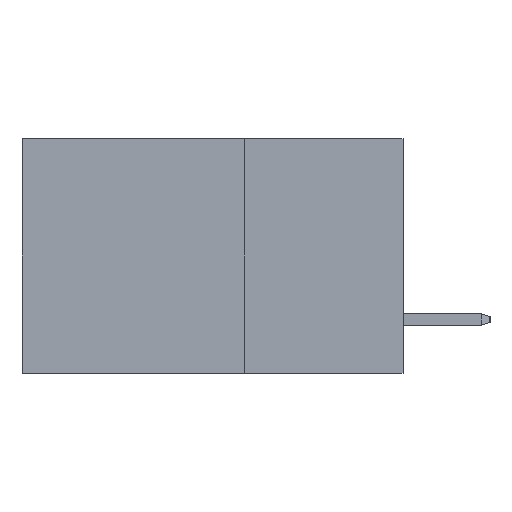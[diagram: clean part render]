
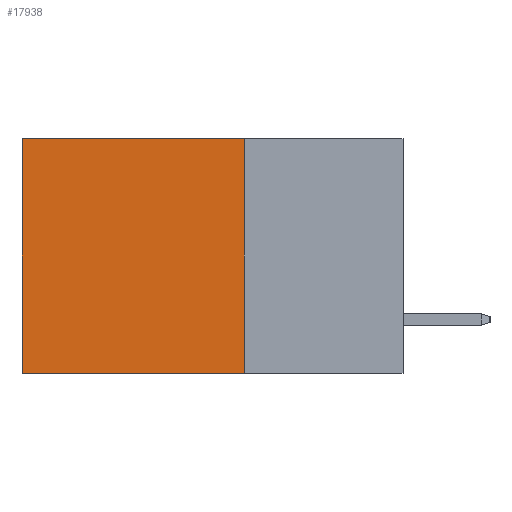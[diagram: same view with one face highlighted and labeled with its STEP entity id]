
A CAD part, left-side view. The second image highlights one B-rep face of the part: STEP entity #17938.
In plain terms, the highlighted planar face has unit normal (-1, 0, 0).
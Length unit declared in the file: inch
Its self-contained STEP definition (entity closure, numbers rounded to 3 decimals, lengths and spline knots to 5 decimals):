
#436 = VERTEX_POINT ( 'NONE', #17820 ) ;
#653 = VECTOR ( 'NONE', #4651, 39.37008 ) ;
#657 = CARTESIAN_POINT ( 'NONE',  ( 0.2875, 0.25, 0. ) ) ;
#1394 = CARTESIAN_POINT ( 'NONE',  ( 0.2875, 0.25, 0. ) ) ;
#1401 = EDGE_CURVE ( 'NONE', #17388, #11736, #6347, .T. ) ;
#1472 = ORIENTED_EDGE ( 'NONE', *, *, #1972, .T. ) ;
#1760 = LINE ( 'NONE', #4831, #653 ) ;
#1972 = EDGE_CURVE ( 'NONE', #11736, #436, #6955, .T. ) ;
#2017 = VERTEX_POINT ( 'NONE', #15400 ) ;
#2264 = EDGE_CURVE ( 'NONE', #17388, #2017, #16615, .T. ) ;
#4290 = VECTOR ( 'NONE', #9286, 39.37008 ) ;
#4651 = DIRECTION ( 'NONE',  ( 0., 1., 0. ) ) ;
#4831 = CARTESIAN_POINT ( 'NONE',  ( 0.2875, 0.25, -0.37 ) ) ;
#4995 = CARTESIAN_POINT ( 'NONE',  ( 0.2875, 0.25, 0. ) ) ;
#5667 = VECTOR ( 'NONE', #10729, 39.37008 ) ;
#6347 = LINE ( 'NONE', #7579, #4290 ) ;
#6955 = LINE ( 'NONE', #14062, #13513 ) ;
#7384 = EDGE_LOOP ( 'NONE', ( #1472, #15153, #8713, #18320 ) ) ;
#7579 = CARTESIAN_POINT ( 'NONE',  ( 0.2875, 0.25, 0. ) ) ;
#8333 = EDGE_CURVE ( 'NONE', #2017, #436, #1760, .T. ) ;
#8713 = ORIENTED_EDGE ( 'NONE', *, *, #2264, .F. ) ;
#9286 = DIRECTION ( 'NONE',  ( 0., 1., 0. ) ) ;
#10729 = DIRECTION ( 'NONE',  ( 0., 0., -1. ) ) ;
#10754 = DIRECTION ( 'NONE',  ( 1., 0., 0. ) ) ;
#11198 = CARTESIAN_POINT ( 'NONE',  ( 0.2875, 0.6, 0. ) ) ;
#11736 = VERTEX_POINT ( 'NONE', #11198 ) ;
#12075 = FACE_OUTER_BOUND ( 'NONE', #7384, .T. ) ;
#12631 = DIRECTION ( 'NONE',  ( 0., 0., -1. ) ) ;
#13513 = VECTOR ( 'NONE', #12631, 39.37008 ) ;
#14062 = CARTESIAN_POINT ( 'NONE',  ( 0.2875, 0.6, 0. ) ) ;
#15153 = ORIENTED_EDGE ( 'NONE', *, *, #8333, .F. ) ;
#15400 = CARTESIAN_POINT ( 'NONE',  ( 0.2875, 0.25, -0.37 ) ) ;
#16615 = LINE ( 'NONE', #657, #5667 ) ;
#16645 = DIRECTION ( 'NONE',  ( 0., 0., -1. ) ) ;
#17388 = VERTEX_POINT ( 'NONE', #1394 ) ;
#17518 = AXIS2_PLACEMENT_3D ( 'NONE', #4995, #10754, #16645 ) ;
#17820 = CARTESIAN_POINT ( 'NONE',  ( 0.2875, 0.6, -0.37 ) ) ;
#17902 = PLANE ( 'NONE',  #17518 ) ;
#17938 = ADVANCED_FACE ( 'NONE', ( #12075 ), #17902, .F. ) ;
#18320 = ORIENTED_EDGE ( 'NONE', *, *, #1401, .T. ) ;
